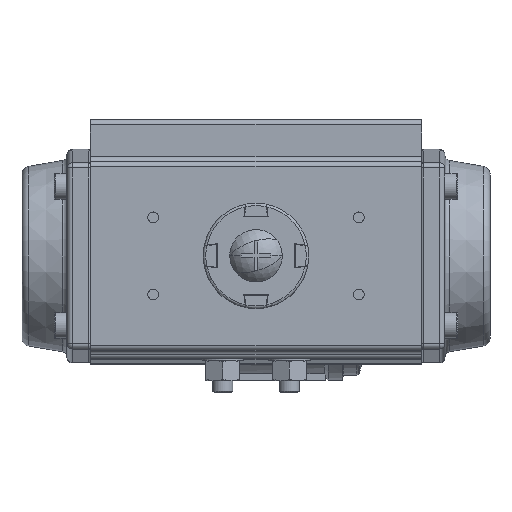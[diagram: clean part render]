
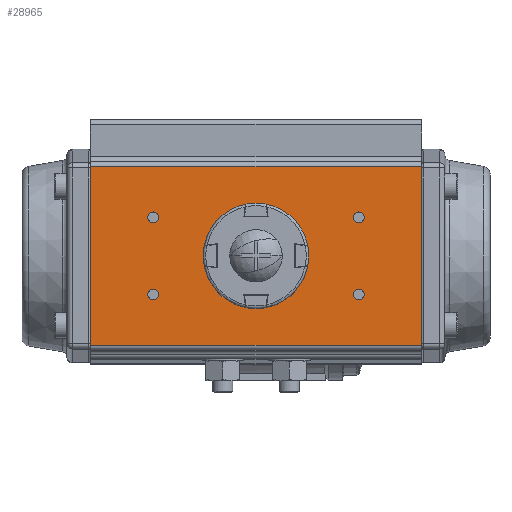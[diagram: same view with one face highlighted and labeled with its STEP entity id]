
A CAD part, top view. The second image highlights one B-rep face of the part: STEP entity #28965.
In plain terms, the highlighted planar face has unit normal (0, 0, 1).
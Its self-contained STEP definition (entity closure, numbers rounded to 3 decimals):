
#28826=CARTESIAN_POINT('',(64.5,-34.719,174.5));
#28827=DIRECTION('',(0.,0.,-1.));
#28828=DIRECTION('',(0.,1.,0.));
#28829=AXIS2_PLACEMENT_3D('',#28826,#28827,#28828);
#28830=PLANE('',#28829);
#28831=CARTESIAN_POINT('',(-37.9,-15.,174.5));
#28832=VERTEX_POINT('',#28831);
#28833=CARTESIAN_POINT('',(-42.1,-15.,174.5));
#28834=VERTEX_POINT('',#28833);
#28835=CARTESIAN_POINT('',(-40.,-15.,174.5));
#28836=DIRECTION('',(-0.,0.,1.));
#28837=DIRECTION('',(1.,-0.,0.));
#28838=AXIS2_PLACEMENT_3D('',#28835,#28836,#28837);
#28839=CIRCLE('',#28838,2.1);
#28840=EDGE_CURVE('NONE',#28832,#28834,#28839,.T.);
#28841=ORIENTED_EDGE('',*,*,#28840,.F.);
#28842=CARTESIAN_POINT('',(-40.,-15.,174.5));
#28843=DIRECTION('',(-0.,0.,1.));
#28844=DIRECTION('',(1.,-0.,0.));
#28845=AXIS2_PLACEMENT_3D('',#28842,#28843,#28844);
#28846=CIRCLE('',#28845,2.1);
#28847=EDGE_CURVE('NONE',#28834,#28832,#28846,.T.);
#28848=ORIENTED_EDGE('',*,*,#28847,.F.);
#28849=EDGE_LOOP('',(#28841,#28848));
#28850=FACE_BOUND('',#28849,.T.);
#28851=CARTESIAN_POINT('',(-37.9,15.,174.5));
#28852=VERTEX_POINT('',#28851);
#28853=CARTESIAN_POINT('',(-42.1,15.,174.5));
#28854=VERTEX_POINT('',#28853);
#28855=CARTESIAN_POINT('',(-40.,15.,174.5));
#28856=DIRECTION('',(-0.,0.,1.));
#28857=DIRECTION('',(1.,-0.,0.));
#28858=AXIS2_PLACEMENT_3D('',#28855,#28856,#28857);
#28859=CIRCLE('',#28858,2.1);
#28860=EDGE_CURVE('NONE',#28852,#28854,#28859,.T.);
#28861=ORIENTED_EDGE('',*,*,#28860,.F.);
#28862=CARTESIAN_POINT('',(-40.,15.,174.5));
#28863=DIRECTION('',(-0.,0.,1.));
#28864=DIRECTION('',(1.,-0.,0.));
#28865=AXIS2_PLACEMENT_3D('',#28862,#28863,#28864);
#28866=CIRCLE('',#28865,2.1);
#28867=EDGE_CURVE('NONE',#28854,#28852,#28866,.T.);
#28868=ORIENTED_EDGE('',*,*,#28867,.F.);
#28869=EDGE_LOOP('',(#28861,#28868));
#28870=FACE_BOUND('',#28869,.T.);
#28871=CARTESIAN_POINT('',(42.1,15.,174.5));
#28872=VERTEX_POINT('',#28871);
#28873=CARTESIAN_POINT('',(37.9,15.,174.5));
#28874=VERTEX_POINT('',#28873);
#28875=CARTESIAN_POINT('',(40.,15.,174.5));
#28876=DIRECTION('',(-0.,0.,1.));
#28877=DIRECTION('',(1.,-0.,0.));
#28878=AXIS2_PLACEMENT_3D('',#28875,#28876,#28877);
#28879=CIRCLE('',#28878,2.1);
#28880=EDGE_CURVE('NONE',#28872,#28874,#28879,.T.);
#28881=ORIENTED_EDGE('',*,*,#28880,.F.);
#28882=CARTESIAN_POINT('',(40.,15.,174.5));
#28883=DIRECTION('',(-0.,0.,1.));
#28884=DIRECTION('',(1.,-0.,0.));
#28885=AXIS2_PLACEMENT_3D('',#28882,#28883,#28884);
#28886=CIRCLE('',#28885,2.1);
#28887=EDGE_CURVE('NONE',#28874,#28872,#28886,.T.);
#28888=ORIENTED_EDGE('',*,*,#28887,.F.);
#28889=EDGE_LOOP('',(#28881,#28888));
#28890=FACE_BOUND('',#28889,.T.);
#28891=CARTESIAN_POINT('',(42.1,-15.,174.5));
#28892=VERTEX_POINT('',#28891);
#28893=CARTESIAN_POINT('',(37.9,-15.,174.5));
#28894=VERTEX_POINT('',#28893);
#28895=CARTESIAN_POINT('',(40.,-15.,174.5));
#28896=DIRECTION('',(-0.,0.,1.));
#28897=DIRECTION('',(1.,-0.,0.));
#28898=AXIS2_PLACEMENT_3D('',#28895,#28896,#28897);
#28899=CIRCLE('',#28898,2.1);
#28900=EDGE_CURVE('NONE',#28892,#28894,#28899,.T.);
#28901=ORIENTED_EDGE('',*,*,#28900,.F.);
#28902=CARTESIAN_POINT('',(40.,-15.,174.5));
#28903=DIRECTION('',(-0.,0.,1.));
#28904=DIRECTION('',(1.,-0.,0.));
#28905=AXIS2_PLACEMENT_3D('',#28902,#28903,#28904);
#28906=CIRCLE('',#28905,2.1);
#28907=EDGE_CURVE('NONE',#28894,#28892,#28906,.T.);
#28908=ORIENTED_EDGE('',*,*,#28907,.F.);
#28909=EDGE_LOOP('',(#28901,#28908));
#28910=FACE_BOUND('',#28909,.T.);
#28911=CARTESIAN_POINT('',(64.243,34.719,174.5));
#28912=VERTEX_POINT('',#28911);
#28913=CARTESIAN_POINT('',(-64.243,34.719,174.5));
#28914=VERTEX_POINT('',#28913);
#28915=CARTESIAN_POINT('',(64.243,34.719,174.5));
#28916=DIRECTION('',(-1.,0.,-0.));
#28917=VECTOR('',#28916,128.487);
#28918=LINE('',#28915,#28917);
#28919=EDGE_CURVE('',#28912,#28914,#28918,.T.);
#28920=ORIENTED_EDGE('',*,*,#28919,.T.);
#28921=CARTESIAN_POINT('',(-64.243,-34.719,174.5));
#28922=VERTEX_POINT('',#28921);
#28923=CARTESIAN_POINT('',(-64.243,34.719,174.5));
#28924=DIRECTION('',(-0.,-1.,-0.));
#28925=VECTOR('',#28924,69.438);
#28926=LINE('',#28923,#28925);
#28927=EDGE_CURVE('',#28914,#28922,#28926,.T.);
#28928=ORIENTED_EDGE('',*,*,#28927,.T.);
#28929=CARTESIAN_POINT('',(64.243,-34.719,174.5));
#28930=VERTEX_POINT('',#28929);
#28931=CARTESIAN_POINT('',(64.243,-34.719,174.5));
#28932=DIRECTION('',(-1.,0.,-0.));
#28933=VECTOR('',#28932,128.487);
#28934=LINE('',#28931,#28933);
#28935=EDGE_CURVE('',#28930,#28922,#28934,.T.);
#28936=ORIENTED_EDGE('',*,*,#28935,.F.);
#28937=CARTESIAN_POINT('',(64.243,-34.719,174.5));
#28938=DIRECTION('',(0.,1.,0.));
#28939=VECTOR('',#28938,69.438);
#28940=LINE('',#28937,#28939);
#28941=EDGE_CURVE('',#28930,#28912,#28940,.T.);
#28942=ORIENTED_EDGE('',*,*,#28941,.T.);
#28943=EDGE_LOOP('',(#28920,#28928,#28936,#28942));
#28944=FACE_BOUND('',#28943,.T.);
#28945=CARTESIAN_POINT('',(-9.,-0.,174.5));
#28946=VERTEX_POINT('',#28945);
#28947=CARTESIAN_POINT('',(9.,-0.,174.5));
#28948=VERTEX_POINT('',#28947);
#28949=CARTESIAN_POINT('',(-0.,-0.,174.5));
#28950=DIRECTION('',(0.,0.,-1.));
#28951=DIRECTION('',(1.,-0.,0.));
#28952=AXIS2_PLACEMENT_3D('',#28949,#28950,#28951);
#28953=CIRCLE('',#28952,9.);
#28954=EDGE_CURVE('',#28946,#28948,#28953,.T.);
#28955=ORIENTED_EDGE('',*,*,#28954,.T.);
#28956=CARTESIAN_POINT('',(-0.,-0.,174.5));
#28957=DIRECTION('',(0.,0.,-1.));
#28958=DIRECTION('',(1.,-0.,0.));
#28959=AXIS2_PLACEMENT_3D('',#28956,#28957,#28958);
#28960=CIRCLE('',#28959,9.);
#28961=EDGE_CURVE('',#28948,#28946,#28960,.T.);
#28962=ORIENTED_EDGE('',*,*,#28961,.T.);
#28963=EDGE_LOOP('',(#28955,#28962));
#28964=FACE_BOUND('',#28963,.T.);
#28965=ADVANCED_FACE('',(#28850,#28870,#28890,#28910,#28944,#28964),#28830,.F.);
